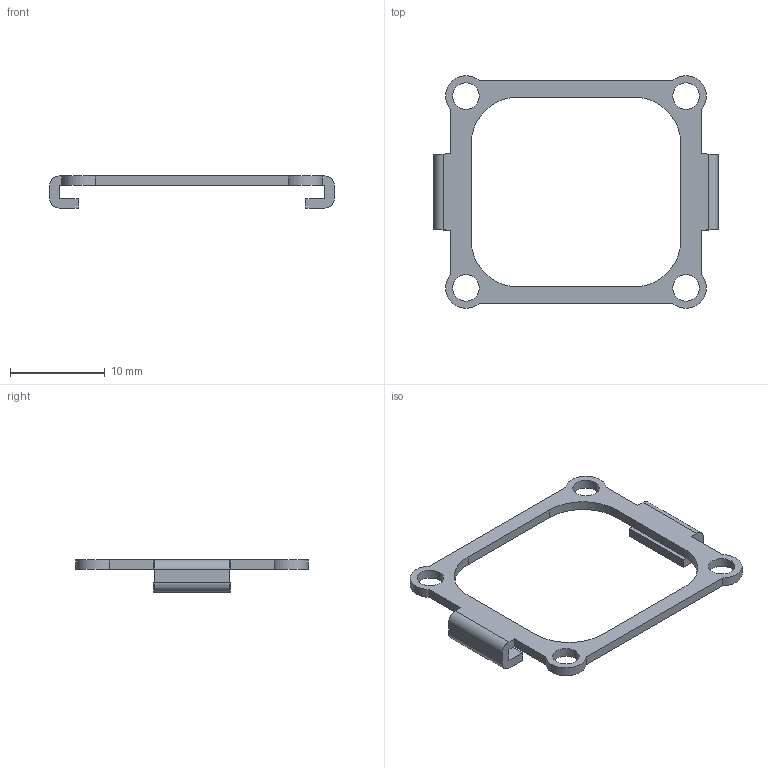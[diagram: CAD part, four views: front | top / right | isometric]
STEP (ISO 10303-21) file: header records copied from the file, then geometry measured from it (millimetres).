
FILE_DESCRIPTION((''),'2;1');
FILE_NAME('3564_0046_520','2020-01-31T',('presta_be4'),(''),'CREO PARAMETRIC BY PTC INC, 2018360','CREO PARAMETRIC BY PTC INC, 2018360','');
FILE_SCHEMA(('CONFIG_CONTROL_DESIGN'));
Length unit declared in the file: millimetre
Products named in the file (1): 3564_0046_520
Bounding box: 30.1 x 24.59 x 3.4 mm (x, y, z)
Volume: 274.8 mm3; surface area: 785.7 mm2
Topology: 1 solids, 1 shells, 46 faces, 132 edges, 88 vertices
Faces by surface type: plane 26, cylinder 20
Entity records: 1586 total; most frequent: CARTESIAN_POINT 302, ORIENTED_EDGE 264, DIRECTION 248, EDGE_CURVE 132, VECTOR 92, LINE 92, VERTEX_POINT 88, AXIS2_PLACEMENT_3D 78
